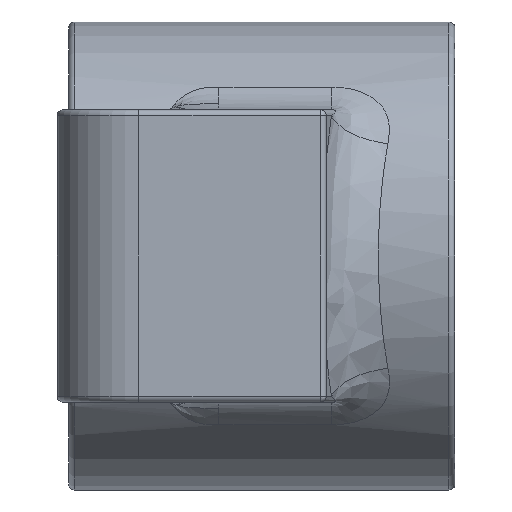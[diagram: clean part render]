
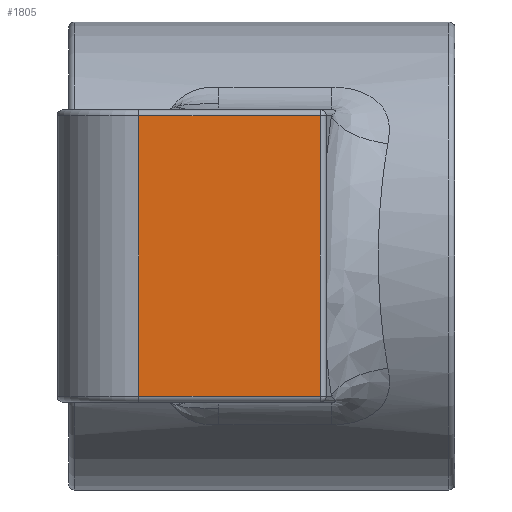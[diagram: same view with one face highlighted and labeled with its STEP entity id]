
A CAD part, front view. The second image highlights one B-rep face of the part: STEP entity #1805.
In plain terms, the highlighted planar face has unit normal (0, -1, 0).
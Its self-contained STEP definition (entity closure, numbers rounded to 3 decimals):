
#39=PLANE('',#2047);
#81=LINE('',#4424,#190);
#85=LINE('',#4574,#194);
#97=LINE('',#4880,#206);
#107=LINE('',#4933,#216);
#190=VECTOR('',#2311,10.);
#194=VECTOR('',#2341,10.);
#206=VECTOR('',#2391,10.);
#216=VECTOR('',#2423,10.);
#431=FACE_OUTER_BOUND('',#539,.T.);
#539=EDGE_LOOP('',(#1673,#1674,#1675,#1676));
#834=VERTEX_POINT('',#4399);
#842=VERTEX_POINT('',#4419);
#850=VERTEX_POINT('',#4567);
#861=VERTEX_POINT('',#4876);
#1030=EDGE_CURVE('',#834,#842,#81,.T.);
#1044=EDGE_CURVE('',#850,#834,#85,.T.);
#1070=EDGE_CURVE('',#842,#861,#97,.T.);
#1084=EDGE_CURVE('',#861,#850,#107,.T.);
#1673=ORIENTED_EDGE('',*,*,#1044,.F.);
#1674=ORIENTED_EDGE('',*,*,#1084,.F.);
#1675=ORIENTED_EDGE('',*,*,#1070,.F.);
#1676=ORIENTED_EDGE('',*,*,#1030,.F.);
#1805=ADVANCED_FACE('',(#431),#39,.T.);
#2047=AXIS2_PLACEMENT_3D('',#5090,#2594,#2595);
#2311=DIRECTION('',(0.,0.,-1.));
#2341=DIRECTION('',(1.,0.,0.));
#2391=DIRECTION('',(-1.,0.,0.));
#2423=DIRECTION('',(0.,0.,1.));
#2594=DIRECTION('center_axis',(0.,-1.,0.));
#2595=DIRECTION('ref_axis',(1.,0.,0.));
#4399=CARTESIAN_POINT('',(-11.5,0.,12.));
#4419=CARTESIAN_POINT('',(-11.5,0.,-12.));
#4424=CARTESIAN_POINT('',(-11.5,0.,0.));
#4567=CARTESIAN_POINT('',(-27.,0.,12.));
#4574=CARTESIAN_POINT('',(-27.,0.,12.));
#4876=CARTESIAN_POINT('',(-27.,0.,-12.));
#4880=CARTESIAN_POINT('',(-27.,0.,-12.));
#4933=CARTESIAN_POINT('',(-27.,0.,0.));
#5090=CARTESIAN_POINT('Origin',(-27.,0.,0.));
